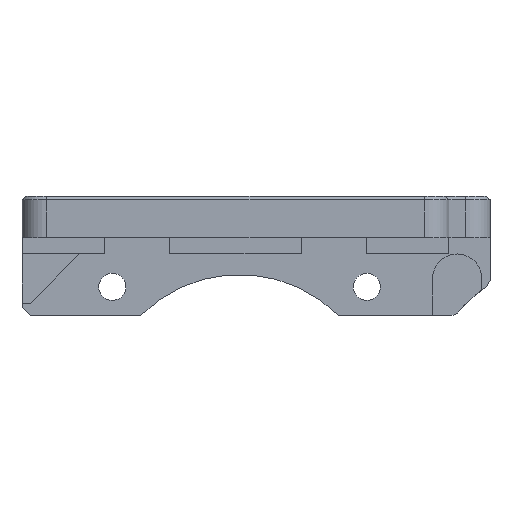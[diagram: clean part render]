
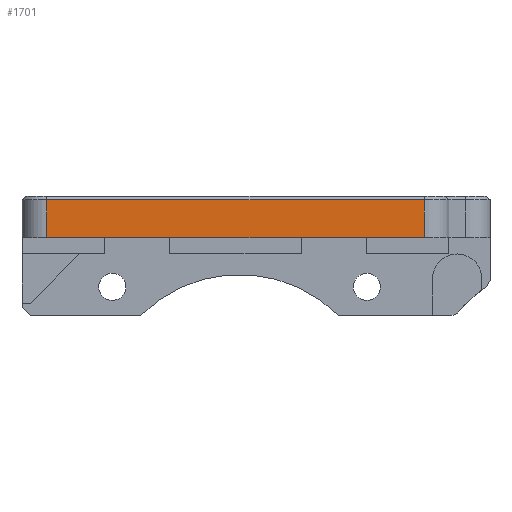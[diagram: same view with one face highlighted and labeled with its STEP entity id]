
A CAD part, left-side view. The second image highlights one B-rep face of the part: STEP entity #1701.
In plain terms, the highlighted planar face has unit normal (-1, 0, 0).
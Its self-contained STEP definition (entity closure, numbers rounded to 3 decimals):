
#32 = CYLINDRICAL_SURFACE('',#33,3.);
#33 = AXIS2_PLACEMENT_3D('',#34,#35,#36);
#34 = CARTESIAN_POINT('',(-24.,23.5,30.));
#35 = DIRECTION('',(0.,0.,1.));
#36 = DIRECTION('',(-1.,0.,0.));
#57 = VERTEX_POINT('',#58);
#58 = CARTESIAN_POINT('',(-27.,23.5,34.6));
#85 = EDGE_CURVE('',#86,#57,#88,.T.);
#86 = VERTEX_POINT('',#87);
#87 = CARTESIAN_POINT('',(-27.,23.5,30.));
#88 = SURFACE_CURVE('',#89,(#93,#100),.PCURVE_S1.);
#89 = LINE('',#90,#91);
#90 = CARTESIAN_POINT('',(-27.,23.5,30.));
#91 = VECTOR('',#92,1.);
#92 = DIRECTION('',(0.,0.,1.));
#93 = PCURVE('',#32,#94);
#94 = DEFINITIONAL_REPRESENTATION('',(#95),#99);
#95 = LINE('',#96,#97);
#96 = CARTESIAN_POINT('',(-0.,0.));
#97 = VECTOR('',#98,1.);
#98 = DIRECTION('',(-0.,1.));
#99 = ( GEOMETRIC_REPRESENTATION_CONTEXT(2) 
PARAMETRIC_REPRESENTATION_CONTEXT() REPRESENTATION_CONTEXT('2D SPACE',''
  ) );
#100 = PCURVE('',#101,#106);
#101 = PLANE('',#102);
#102 = AXIS2_PLACEMENT_3D('',#103,#104,#105);
#103 = CARTESIAN_POINT('',(-27.,26.5,30.));
#104 = DIRECTION('',(1.,0.,0.));
#105 = DIRECTION('',(0.,0.,-1.));
#106 = DEFINITIONAL_REPRESENTATION('',(#107),#111);
#107 = LINE('',#108,#109);
#108 = CARTESIAN_POINT('',(-0.,-3.));
#109 = VECTOR('',#110,1.);
#110 = DIRECTION('',(-1.,0.));
#111 = ( GEOMETRIC_REPRESENTATION_CONTEXT(2) 
PARAMETRIC_REPRESENTATION_CONTEXT() REPRESENTATION_CONTEXT('2D SPACE',''
  ) );
#128 = PLANE('',#129);
#129 = AXIS2_PLACEMENT_3D('',#130,#131,#132);
#130 = CARTESIAN_POINT('',(-27.,26.5,30.));
#131 = DIRECTION('',(0.,0.,1.));
#132 = DIRECTION('',(-1.,-0.,-0.));
#519 = PLANE('',#520);
#520 = AXIS2_PLACEMENT_3D('',#521,#522,#523);
#521 = CARTESIAN_POINT('',(-26.8,-22.5,34.8));
#522 = DIRECTION('',(0.707,-0.,-0.707));
#523 = DIRECTION('',(0.,1.,0.));
#589 = EDGE_CURVE('',#86,#590,#592,.T.);
#590 = VERTEX_POINT('',#591);
#591 = CARTESIAN_POINT('',(-27.,-22.5,30.));
#592 = SURFACE_CURVE('',#593,(#597,#604),.PCURVE_S1.);
#593 = LINE('',#594,#595);
#594 = CARTESIAN_POINT('',(-27.,26.5,30.));
#595 = VECTOR('',#596,1.);
#596 = DIRECTION('',(-0.,-1.,-0.));
#597 = PCURVE('',#128,#598);
#598 = DEFINITIONAL_REPRESENTATION('',(#599),#603);
#599 = LINE('',#600,#601);
#600 = CARTESIAN_POINT('',(-0.,0.));
#601 = VECTOR('',#602,1.);
#602 = DIRECTION('',(-0.,1.));
#603 = ( GEOMETRIC_REPRESENTATION_CONTEXT(2) 
PARAMETRIC_REPRESENTATION_CONTEXT() REPRESENTATION_CONTEXT('2D SPACE',''
  ) );
#604 = PCURVE('',#101,#605);
#605 = DEFINITIONAL_REPRESENTATION('',(#606),#610);
#606 = LINE('',#607,#608);
#607 = CARTESIAN_POINT('',(-0.,0.));
#608 = VECTOR('',#609,1.);
#609 = DIRECTION('',(-0.,-1.));
#610 = ( GEOMETRIC_REPRESENTATION_CONTEXT(2) 
PARAMETRIC_REPRESENTATION_CONTEXT() REPRESENTATION_CONTEXT('2D SPACE',''
  ) );
#996 = CYLINDRICAL_SURFACE('',#997,3.);
#997 = AXIS2_PLACEMENT_3D('',#998,#999,#1000);
#998 = CARTESIAN_POINT('',(-24.,-22.5,30.));
#999 = DIRECTION('',(0.,0.,1.));
#1000 = DIRECTION('',(-1.,0.,0.));
#1701 = ADVANCED_FACE('',(#1702),#101,.F.);
#1702 = FACE_BOUND('',#1703,.T.);
#1703 = EDGE_LOOP('',(#1704,#1705,#1706,#1729));
#1704 = ORIENTED_EDGE('',*,*,#85,.F.);
#1705 = ORIENTED_EDGE('',*,*,#589,.T.);
#1706 = ORIENTED_EDGE('',*,*,#1707,.T.);
#1707 = EDGE_CURVE('',#590,#1708,#1710,.T.);
#1708 = VERTEX_POINT('',#1709);
#1709 = CARTESIAN_POINT('',(-27.,-22.5,34.6));
#1710 = SURFACE_CURVE('',#1711,(#1715,#1722),.PCURVE_S1.);
#1711 = LINE('',#1712,#1713);
#1712 = CARTESIAN_POINT('',(-27.,-22.5,30.));
#1713 = VECTOR('',#1714,1.);
#1714 = DIRECTION('',(0.,0.,1.));
#1715 = PCURVE('',#101,#1716);
#1716 = DEFINITIONAL_REPRESENTATION('',(#1717),#1721);
#1717 = LINE('',#1718,#1719);
#1718 = CARTESIAN_POINT('',(-0.,-49.));
#1719 = VECTOR('',#1720,1.);
#1720 = DIRECTION('',(-1.,0.));
#1721 = ( GEOMETRIC_REPRESENTATION_CONTEXT(2) 
PARAMETRIC_REPRESENTATION_CONTEXT() REPRESENTATION_CONTEXT('2D SPACE',''
  ) );
#1722 = PCURVE('',#996,#1723);
#1723 = DEFINITIONAL_REPRESENTATION('',(#1724),#1728);
#1724 = LINE('',#1725,#1726);
#1725 = CARTESIAN_POINT('',(0.,0.));
#1726 = VECTOR('',#1727,1.);
#1727 = DIRECTION('',(0.,1.));
#1728 = ( GEOMETRIC_REPRESENTATION_CONTEXT(2) 
PARAMETRIC_REPRESENTATION_CONTEXT() REPRESENTATION_CONTEXT('2D SPACE',''
  ) );
#1729 = ORIENTED_EDGE('',*,*,#1730,.T.);
#1730 = EDGE_CURVE('',#1708,#57,#1731,.T.);
#1731 = SURFACE_CURVE('',#1732,(#1736,#1743),.PCURVE_S1.);
#1732 = LINE('',#1733,#1734);
#1733 = CARTESIAN_POINT('',(-27.,-22.5,34.6));
#1734 = VECTOR('',#1735,1.);
#1735 = DIRECTION('',(-0.,1.,-0.));
#1736 = PCURVE('',#101,#1737);
#1737 = DEFINITIONAL_REPRESENTATION('',(#1738),#1742);
#1738 = LINE('',#1739,#1740);
#1739 = CARTESIAN_POINT('',(-4.6,-49.));
#1740 = VECTOR('',#1741,1.);
#1741 = DIRECTION('',(-0.,1.));
#1742 = ( GEOMETRIC_REPRESENTATION_CONTEXT(2) 
PARAMETRIC_REPRESENTATION_CONTEXT() REPRESENTATION_CONTEXT('2D SPACE',''
  ) );
#1743 = PCURVE('',#519,#1744);
#1744 = DEFINITIONAL_REPRESENTATION('',(#1745),#1749);
#1745 = LINE('',#1746,#1747);
#1746 = CARTESIAN_POINT('',(0.,-0.283));
#1747 = VECTOR('',#1748,1.);
#1748 = DIRECTION('',(1.,0.));
#1749 = ( GEOMETRIC_REPRESENTATION_CONTEXT(2) 
PARAMETRIC_REPRESENTATION_CONTEXT() REPRESENTATION_CONTEXT('2D SPACE',''
  ) );
